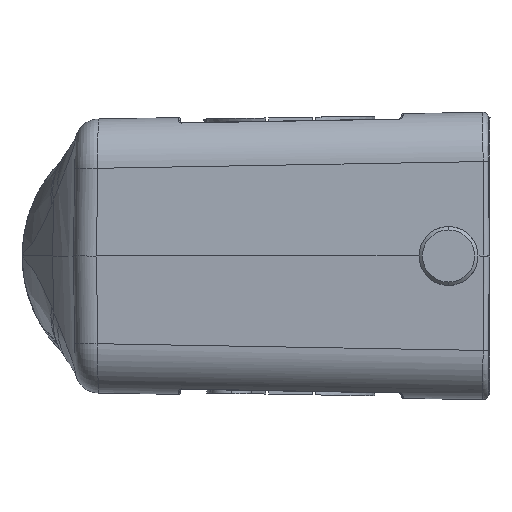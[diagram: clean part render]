
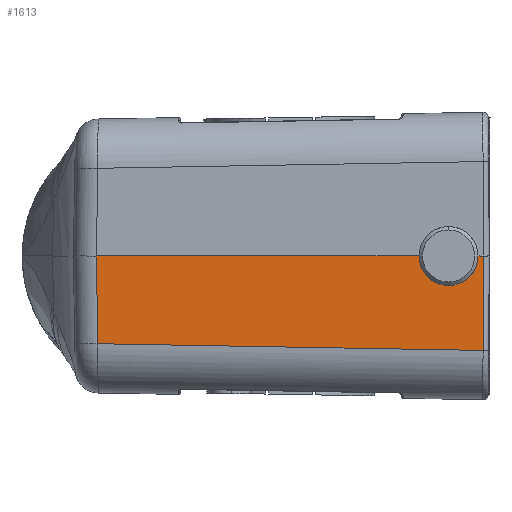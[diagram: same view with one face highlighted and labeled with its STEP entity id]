
A CAD part, left-side view. The second image highlights one B-rep face of the part: STEP entity #1613.
In plain terms, the highlighted planar face has unit normal (-1, 0.018, -0.017).
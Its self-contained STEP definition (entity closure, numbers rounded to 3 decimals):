
#643=B_SPLINE_CURVE_WITH_KNOTS('',3,(#20122,#20123,#20124,#20125),
 .UNSPECIFIED.,.F.,.F.,(4,4),(0.,1.),.UNSPECIFIED.);
#644=B_SPLINE_CURVE_WITH_KNOTS('',3,(#20133,#20134,#20135,#20136,#20137,
#20138),.UNSPECIFIED.,.F.,.F.,(4,2,4),(0.,0.5,1.),.UNSPECIFIED.);
#1093=PLANE('',#9610);
#1613=ADVANCED_FACE('',(#2164),#1093,.T.);
#2164=FACE_OUTER_BOUND('',#2736,.T.);
#2736=EDGE_LOOP('',(#6460,#6461,#6462,#6463,#6464,#6465,#6466));
#3369=LINE('',#19102,#4023);
#3371=LINE('',#19157,#4025);
#3383=LINE('',#20101,#4037);
#3388=LINE('',#20130,#4042);
#3389=LINE('',#20131,#4043);
#4023=VECTOR('',#11372,1.);
#4025=VECTOR('',#11380,1.);
#4037=VECTOR('',#11498,1.);
#4042=VECTOR('',#11521,1.);
#4043=VECTOR('',#11522,1.);
#6460=ORIENTED_EDGE('',*,*,#8737,.F.);
#6461=ORIENTED_EDGE('',*,*,#8619,.F.);
#6462=ORIENTED_EDGE('',*,*,#8613,.F.);
#6463=ORIENTED_EDGE('',*,*,#8726,.F.);
#6464=ORIENTED_EDGE('',*,*,#8738,.F.);
#6465=ORIENTED_EDGE('',*,*,#8739,.F.);
#6466=ORIENTED_EDGE('',*,*,#8734,.F.);
#6728=VERTEX_POINT('',#11962);
#7404=VERTEX_POINT('',#19100);
#7406=VERTEX_POINT('',#19103);
#7408=VERTEX_POINT('',#19158);
#7466=VERTEX_POINT('',#20121);
#7467=VERTEX_POINT('',#20126);
#7468=VERTEX_POINT('',#20132);
#8613=EDGE_CURVE('',#7404,#7406,#3369,.T.);
#8619=EDGE_CURVE('',#7406,#7408,#3371,.T.);
#8726=EDGE_CURVE('',#6728,#7404,#3383,.T.);
#8734=EDGE_CURVE('',#7466,#7467,#643,.T.);
#8737=EDGE_CURVE('',#7408,#7466,#3388,.T.);
#8738=EDGE_CURVE('',#7468,#6728,#3389,.T.);
#8739=EDGE_CURVE('',#7467,#7468,#644,.T.);
#9610=AXIS2_PLACEMENT_3D('',#20139,#11523,#11524);
#11372=DIRECTION('',(0.017,1.,0.017));
#11380=DIRECTION('',(-0.017,0.017,1.));
#11498=DIRECTION('',(0.018,0.008,-1.));
#11521=DIRECTION('',(-0.017,-1.,0.));
#11522=DIRECTION('',(-0.017,-1.,0.));
#11523=DIRECTION('',(-1.,0.017,-0.017));
#11524=DIRECTION('',(-0.017,-1.,0.));
#11962=CARTESIAN_POINT('',(-59.989,70.614,0.));
#19100=CARTESIAN_POINT('',(-59.741,70.734,-14.119));
#19102=CARTESIAN_POINT('',(-59.741,70.734,-14.119));
#19103=CARTESIAN_POINT('',(-58.753,128.333,-13.114));
#19157=CARTESIAN_POINT('',(-58.753,128.333,-13.114));
#19158=CARTESIAN_POINT('',(-58.978,128.562,0.));
#20101=CARTESIAN_POINT('',(-59.989,70.614,0.));
#20121=CARTESIAN_POINT('',(-59.82,80.3,0.));
#20122=CARTESIAN_POINT('',(-59.82,80.3,0.));
#20123=CARTESIAN_POINT('',(-59.778,80.3,-2.43));
#20124=CARTESIAN_POINT('',(-59.778,78.33,-4.4));
#20125=CARTESIAN_POINT('',(-59.82,75.9,-4.4));
#20126=CARTESIAN_POINT('',(-59.82,75.9,-4.4));
#20130=CARTESIAN_POINT('',(-58.978,128.562,0.));
#20131=CARTESIAN_POINT('',(-59.974,71.5,0.));
#20132=CARTESIAN_POINT('',(-59.974,71.5,0.));
#20133=CARTESIAN_POINT('',(-59.82,75.9,-4.4));
#20134=CARTESIAN_POINT('',(-59.834,75.116,-4.4));
#20135=CARTESIAN_POINT('',(-59.859,73.863,-4.186));
#20136=CARTESIAN_POINT('',(-59.935,71.714,-2.037));
#20137=CARTESIAN_POINT('',(-59.96,71.5,-0.784));
#20138=CARTESIAN_POINT('',(-59.974,71.5,0.));
#20139=CARTESIAN_POINT('',(-60.049,70.,2.835));
